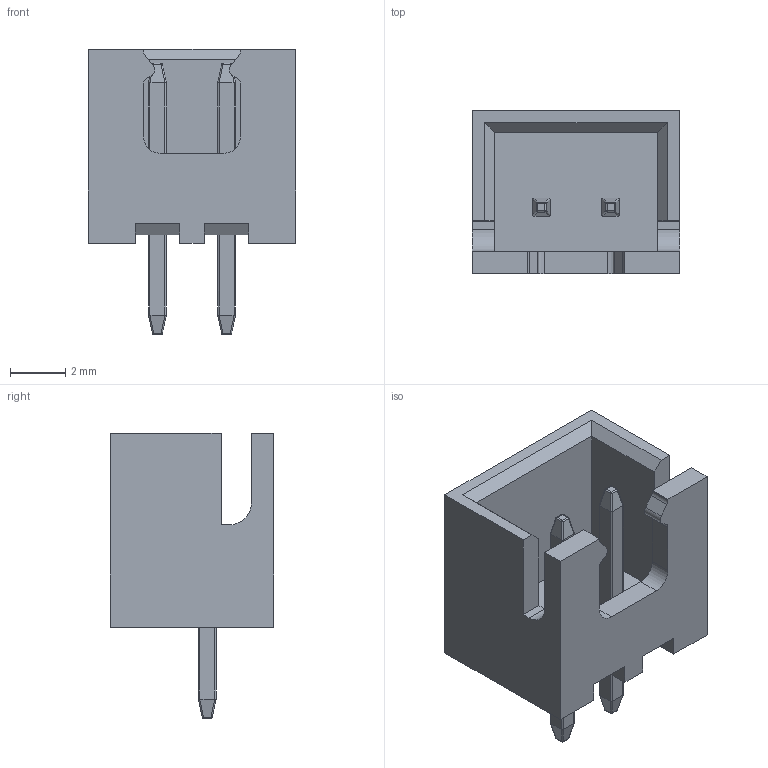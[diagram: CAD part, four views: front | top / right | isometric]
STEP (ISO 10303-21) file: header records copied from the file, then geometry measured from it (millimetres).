
FILE_DESCRIPTION (( 'STEP AP214' ), '1' );
FILE_NAME ('CONN-TH_2P-P2.50_BX-XH2.54-2PZZ.STEP', '2023-10-23T02:47:17', ( '' ), ( '' ), 'SwSTEP 2.0', 'SolidWorks 2020', '' );
FILE_SCHEMA (( 'AUTOMOTIVE_DESIGN' ));
Length unit declared in the file: millimetre
Products named in the file (1): CONN-TH_2P-P2.50_BX-XH2.54-2PZZ
Bounding box: 7.5 x 5.9 x 10.3 mm (x, y, z)
Volume: 151.3 mm3; surface area: 409.4 mm2
Topology: 1 solids, 1 shells, 375 faces, 1000 edges, 650 vertices
Faces by surface type: plane 203, bspline 98, cylinder 58, sphere 16
Entity records: 16209 total; most frequent: CARTESIAN_POINT 3476, ORIENTED_EDGE 2000, DIRECTION 1392, EDGE_CURVE 1000, VECTOR 668, LINE 668, VERTEX_POINT 650, EDGE_LOOP 398
